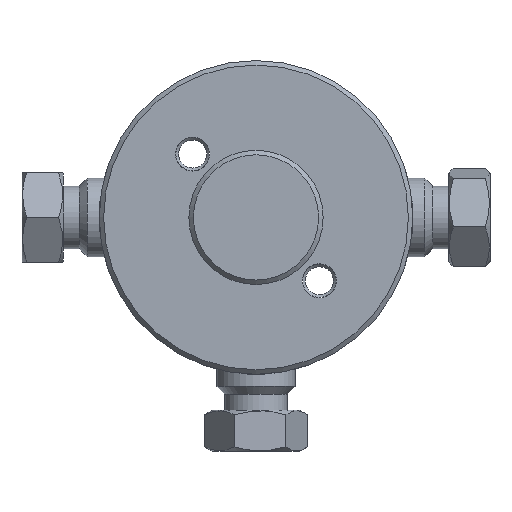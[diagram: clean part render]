
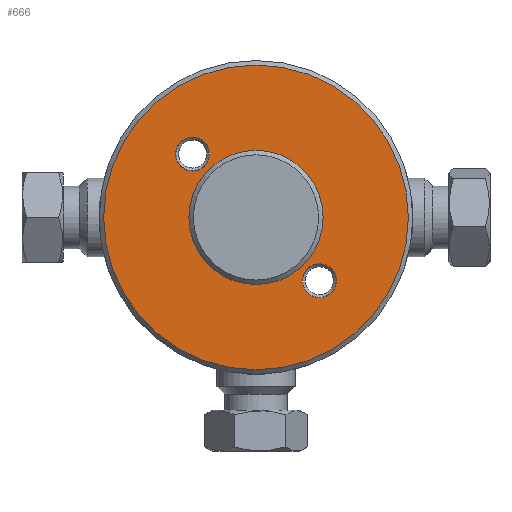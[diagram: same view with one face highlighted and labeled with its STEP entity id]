
A CAD part, left-side view. The second image highlights one B-rep face of the part: STEP entity #666.
In plain terms, the highlighted planar face has unit normal (-1, 0, 0).
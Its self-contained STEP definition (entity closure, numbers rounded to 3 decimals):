
#581=CARTESIAN_POINT('',(6.35,-8.98,-11.39));
#582=VERTEX_POINT('',#581);
#583=CARTESIAN_POINT('',(6.35,-8.98,-8.98));
#584=DIRECTION('',(1.0,0.0,0.0));
#585=DIRECTION('',(0.0,0.0,-1.0));
#586=AXIS2_PLACEMENT_3D('',#583,#584,#585);
#587=CIRCLE('',#586,2.41);
#588=EDGE_CURVE('',#582,#582,#587,.T.);
#609=CARTESIAN_POINT('',(6.35,8.98,11.39));
#610=VERTEX_POINT('',#609);
#611=CARTESIAN_POINT('',(6.35,8.98,8.98));
#612=DIRECTION('',(1.0,0.0,0.0));
#613=DIRECTION('',(0.0,0.0,1.0));
#614=AXIS2_PLACEMENT_3D('',#611,#612,#613);
#615=CIRCLE('',#614,2.41);
#616=EDGE_CURVE('',#610,#610,#615,.T.);
#629=CARTESIAN_POINT('',(6.35,21.59,0.));
#630=VERTEX_POINT('',#629);
#631=CARTESIAN_POINT('',(6.35,0.,0.0));
#632=DIRECTION('',(1.0,0.0,0.0));
#633=DIRECTION('',(0.0,-1.0,0.0));
#634=AXIS2_PLACEMENT_3D('',#631,#632,#633);
#635=CIRCLE('',#634,21.59);
#636=EDGE_CURVE('',#630,#630,#635,.T.);
#641=CARTESIAN_POINT('',(6.35,15.868,0.0));
#642=DIRECTION('',(-1.0,0.0,0.0));
#643=DIRECTION('',(0.0,0.0,1.0));
#644=AXIS2_PLACEMENT_3D('',#641,#642,#643);
#645=PLANE('',#644);
#646=ORIENTED_EDGE('',*,*,#636,.F.);
#647=EDGE_LOOP('',(#646));
#648=FACE_OUTER_BOUND('',#647,.T.);
#649=CARTESIAN_POINT('',(6.35,9.51,0.0));
#650=VERTEX_POINT('',#649);
#651=CARTESIAN_POINT('',(6.35,0.,0.0));
#652=DIRECTION('',(1.0,0.0,0.0));
#653=DIRECTION('',(0.0,1.0,0.0));
#654=AXIS2_PLACEMENT_3D('',#651,#652,#653);
#655=CIRCLE('',#654,9.51);
#656=EDGE_CURVE('',#650,#650,#655,.T.);
#657=ORIENTED_EDGE('',*,*,#656,.T.);
#658=EDGE_LOOP('',(#657));
#659=FACE_BOUND('',#658,.T.);
#660=ORIENTED_EDGE('',*,*,#616,.T.);
#661=EDGE_LOOP('',(#660));
#662=FACE_BOUND('',#661,.T.);
#663=ORIENTED_EDGE('',*,*,#588,.T.);
#664=EDGE_LOOP('',(#663));
#665=FACE_BOUND('',#664,.T.);
#666=ADVANCED_FACE('',(#648,#659,#662,#665),#645,.T.);
